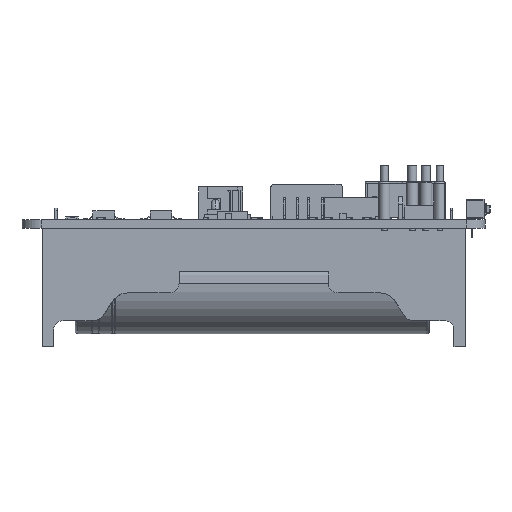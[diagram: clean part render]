
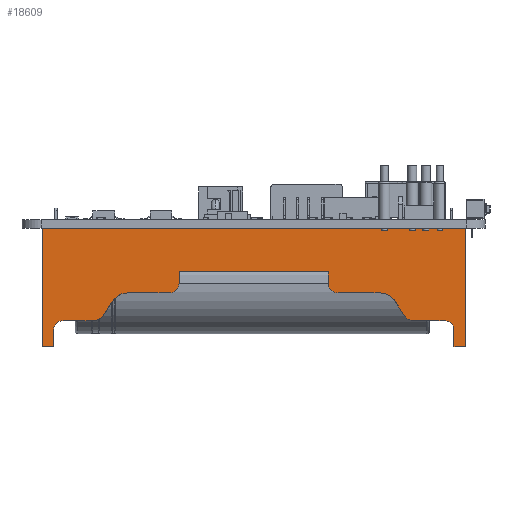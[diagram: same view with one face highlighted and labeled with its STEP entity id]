
A CAD part, front view. The second image highlights one B-rep face of the part: STEP entity #18609.
In plain terms, the highlighted face is planar.
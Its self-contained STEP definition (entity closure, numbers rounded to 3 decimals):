
#12670=DIRECTION('',(-1.,0.,0.));
#12671=VECTOR('',#12670,2.1);
#12672=CARTESIAN_POINT('',(-3.602,48.027,21.65));
#12673=LINE('',#12672,#12671);
#12750=DIRECTION('',(-1.,0.,0.));
#12751=VECTOR('',#12750,77.65);
#12752=CARTESIAN_POINT('',(-3.602,48.027,
0.));
#12753=LINE('',#12752,#12751);
#12754=DIRECTION('',(0.,0.,1.));
#12755=VECTOR('',#12754,3.245);
#12756=CARTESIAN_POINT('',(-5.702,48.027,
18.405));
#12757=LINE('',#12756,#12755);
#12758=CARTESIAN_POINT('',(-7.502,48.027,18.61));
#12759=DIRECTION('',(0.,-1.,0.));
#12760=DIRECTION('',(0.,0.,-1.));
#12761=AXIS2_PLACEMENT_3D('',#12758,#12759,#12760);
#12763=DIRECTION('',(1.,0.,0.));
#12764=VECTOR('',#12763,5.68);
#12765=CARTESIAN_POINT('',(-13.182,48.027,16.81));
#12766=LINE('',#12765,#12764);
#12767=CARTESIAN_POINT('',(-19.242,48.027,11.76));
#12768=CARTESIAN_POINT('',(-15.614,48.027,
11.79));
#12769=CARTESIAN_POINT('',(-15.811,48.027,
16.786));
#12770=CARTESIAN_POINT('',(-13.182,48.027,16.81));
#12772=DIRECTION('',(1.,0.,0.));
#12773=VECTOR('',#12772,7.69);
#12774=CARTESIAN_POINT('',(-26.932,48.027,11.76));
#12775=LINE('',#12774,#12773);
#12776=CARTESIAN_POINT('',(-26.932,48.027,9.96));
#12777=DIRECTION('',(0.,1.,0.));
#12778=DIRECTION('',(-1.,0.,0.));
#12779=AXIS2_PLACEMENT_3D('',#12776,#12777,#12778);
#12781=DIRECTION('',(0.,0.,1.));
#12782=VECTOR('',#12781,2.06);
#12783=CARTESIAN_POINT('',(-28.732,48.027,7.9));
#12784=LINE('',#12783,#12782);
#12785=DIRECTION('',(1.,0.,0.));
#12786=VECTOR('',#12785,27.39);
#12787=CARTESIAN_POINT('',(-56.122,48.027,7.9));
#12788=LINE('',#12787,#12786);
#12789=DIRECTION('',(0.,0.,-1.));
#12790=VECTOR('',#12789,2.06);
#12791=CARTESIAN_POINT('',(-56.122,48.027,9.96));
#12792=LINE('',#12791,#12790);
#12793=CARTESIAN_POINT('',(-57.922,48.027,9.96));
#12794=DIRECTION('',(0.,1.,0.));
#12795=DIRECTION('',(0.,0.,1.));
#12796=AXIS2_PLACEMENT_3D('',#12793,#12794,#12795);
#12798=DIRECTION('',(1.,0.,0.));
#12799=VECTOR('',#12798,7.69);
#12800=CARTESIAN_POINT('',(-65.612,48.027,11.76));
#12801=LINE('',#12800,#12799);
#12802=CARTESIAN_POINT('',(-71.672,48.027,16.81));
#12803=CARTESIAN_POINT('',(-69.042,48.027,
16.786));
#12804=CARTESIAN_POINT('',(-69.24,48.027,
11.79));
#12805=CARTESIAN_POINT('',(-65.612,48.027,11.76));
#12807=DIRECTION('',(1.,0.,0.));
#12808=VECTOR('',#12807,5.68);
#12809=CARTESIAN_POINT('',(-77.352,48.027,16.81));
#12810=LINE('',#12809,#12808);
#12811=CARTESIAN_POINT('',(-77.352,48.027,18.61));
#12812=DIRECTION('',(0.,-1.,0.));
#12813=DIRECTION('',(-0.994,0.,-0.114));
#12814=AXIS2_PLACEMENT_3D('',#12811,#12812,#12813);
#12816=DIRECTION('',(0.,0.,1.));
#12817=VECTOR('',#12816,21.65);
#12818=CARTESIAN_POINT('',(-81.252,48.027,
0.));
#12819=LINE('',#12818,#12817);
#12824=DIRECTION('',(0.,0.,1.));
#12825=VECTOR('',#12824,21.65);
#12826=CARTESIAN_POINT('',(-3.602,48.027,
0.));
#12827=LINE('',#12826,#12825);
#13291=DIRECTION('',(0.,0.,1.));
#13292=VECTOR('',#13291,3.245);
#13293=CARTESIAN_POINT('',(-79.152,48.027,
18.405));
#13294=LINE('',#13293,#13292);
#15118=DIRECTION('',(-1.,0.,0.));
#15119=VECTOR('',#15118,0.012);
#15120=CARTESIAN_POINT('',(-79.14,48.027,
18.405));
#15121=LINE('',#15120,#15119);
#15225=DIRECTION('',(-1.,0.,0.));
#15226=VECTOR('',#15225,0.012);
#15227=CARTESIAN_POINT('',(-5.702,48.027,
18.405));
#15228=LINE('',#15227,#15226);
#15906=DIRECTION('',(-1.,0.,0.));
#15907=VECTOR('',#15906,2.1);
#15908=CARTESIAN_POINT('',(-79.152,48.027,21.65));
#15909=LINE('',#15908,#15907);
#16381=CARTESIAN_POINT('',(-56.122,48.027,7.9));
#16383=VERTEX_POINT('',#16381);
#16386=CARTESIAN_POINT('',(-28.732,48.027,7.9));
#16387=VERTEX_POINT('',#16386);
#16393=CARTESIAN_POINT('',(-79.14,48.027,
18.405));
#16395=VERTEX_POINT('',#16393);
#16396=CARTESIAN_POINT('',(-77.352,48.027,16.81));
#16397=VERTEX_POINT('',#16396);
#16402=CARTESIAN_POINT('',(-71.672,48.027,16.81));
#16403=VERTEX_POINT('',#16402);
#16405=CARTESIAN_POINT('',(-65.612,48.027,11.76));
#16406=VERTEX_POINT('',#16405);
#16409=CARTESIAN_POINT('',(-57.922,48.027,11.76));
#16410=VERTEX_POINT('',#16409);
#16411=CARTESIAN_POINT('',(-56.122,48.027,9.96));
#16412=VERTEX_POINT('',#16411);
#16413=CARTESIAN_POINT('',(-28.732,48.027,9.96));
#16414=VERTEX_POINT('',#16413);
#16417=CARTESIAN_POINT('',(-26.932,48.027,11.76));
#16418=VERTEX_POINT('',#16417);
#16421=CARTESIAN_POINT('',(-19.242,48.027,11.76));
#16422=VERTEX_POINT('',#16421);
#16424=CARTESIAN_POINT('',(-13.182,48.027,16.81));
#16425=VERTEX_POINT('',#16424);
#16428=CARTESIAN_POINT('',(-7.502,48.027,16.81));
#16429=VERTEX_POINT('',#16428);
#16430=CARTESIAN_POINT('',(-5.713,48.027,
18.405));
#16431=VERTEX_POINT('',#16430);
#16498=CARTESIAN_POINT('',(-81.252,48.027,
0.));
#16499=VERTEX_POINT('',#16498);
#16500=CARTESIAN_POINT('',(-3.602,48.027,
0.));
#16501=VERTEX_POINT('',#16500);
#16538=CARTESIAN_POINT('',(-81.252,48.027,21.65));
#16539=VERTEX_POINT('',#16538);
#16540=CARTESIAN_POINT('',(-79.152,48.027,21.65));
#16541=VERTEX_POINT('',#16540);
#16542=CARTESIAN_POINT('',(-79.152,48.027,
18.405));
#16543=VERTEX_POINT('',#16542);
#16544=CARTESIAN_POINT('',(-5.702,48.027,
18.405));
#16545=VERTEX_POINT('',#16544);
#16546=CARTESIAN_POINT('',(-5.702,48.027,21.65));
#16547=VERTEX_POINT('',#16546);
#16548=CARTESIAN_POINT('',(-3.602,48.027,21.65));
#16549=VERTEX_POINT('',#16548);
#18560=CARTESIAN_POINT('',(-77.352,48.027,18.61));
#18561=DIRECTION('',(0.,-1.,0.));
#18562=DIRECTION('',(1.,0.,0.));
#18563=AXIS2_PLACEMENT_3D('',#18560,#18561,#18562);
#18564=PLANE('',#18563);
#18565=ORIENTED_EDGE('',*,*,#17781,.F.);
#18567=ORIENTED_EDGE('',*,*,#18566,.T.);
#18568=ORIENTED_EDGE('',*,*,#18515,.T.);
#18570=ORIENTED_EDGE('',*,*,#18569,.F.);
#18572=ORIENTED_EDGE('',*,*,#18571,.T.);
#18574=ORIENTED_EDGE('',*,*,#18573,.F.);
#18576=ORIENTED_EDGE('',*,*,#18575,.F.);
#18578=ORIENTED_EDGE('',*,*,#18577,.F.);
#18580=ORIENTED_EDGE('',*,*,#18579,.F.);
#18582=ORIENTED_EDGE('',*,*,#18581,.F.);
#18584=ORIENTED_EDGE('',*,*,#18583,.F.);
#18586=ORIENTED_EDGE('',*,*,#18585,.F.);
#18588=ORIENTED_EDGE('',*,*,#18587,.F.);
#18590=ORIENTED_EDGE('',*,*,#18589,.F.);
#18592=ORIENTED_EDGE('',*,*,#18591,.F.);
#18594=ORIENTED_EDGE('',*,*,#18593,.F.);
#18596=ORIENTED_EDGE('',*,*,#18595,.F.);
#18598=ORIENTED_EDGE('',*,*,#18597,.F.);
#18600=ORIENTED_EDGE('',*,*,#18599,.T.);
#18602=ORIENTED_EDGE('',*,*,#18601,.T.);
#18604=ORIENTED_EDGE('',*,*,#18603,.T.);
#18606=ORIENTED_EDGE('',*,*,#18605,.F.);
#18607=EDGE_LOOP('',(#18565,#18567,#18568,#18570,#18572,#18574,#18576,#18578,
#18580,#18582,#18584,#18586,#18588,#18590,#18592,#18594,#18596,#18598,#18600,
#18602,#18604,#18606));
#18608=FACE_OUTER_BOUND('',#18607,.F.);
#18609=ADVANCED_FACE('',(#18608),#18564,.F.);
#12762=CIRCLE('',#12761,1.8);
#12771=B_SPLINE_CURVE_WITH_KNOTS('',3,(#12767,#12768,#12769,#12770),
.UNSPECIFIED.,.F.,.F.,(4,4),(0.,1.),.UNSPECIFIED.);
#12780=CIRCLE('',#12779,1.8);
#12797=CIRCLE('',#12796,1.8);
#12806=B_SPLINE_CURVE_WITH_KNOTS('',3,(#12802,#12803,#12804,#12805),
.UNSPECIFIED.,.F.,.F.,(4,4),(0.,1.),.UNSPECIFIED.);
#12815=CIRCLE('',#12814,1.8);
#17781=EDGE_CURVE('',#16501,#16499,#12753,.T.);
#18515=EDGE_CURVE('',#16549,#16547,#12673,.T.);
#18566=EDGE_CURVE('',#16501,#16549,#12827,.T.);
#18569=EDGE_CURVE('',#16545,#16547,#12757,.T.);
#18571=EDGE_CURVE('',#16545,#16431,#15228,.T.);
#18573=EDGE_CURVE('',#16429,#16431,#12762,.T.);
#18575=EDGE_CURVE('',#16425,#16429,#12766,.T.);
#18577=EDGE_CURVE('',#16422,#16425,#12771,.T.);
#18579=EDGE_CURVE('',#16418,#16422,#12775,.T.);
#18581=EDGE_CURVE('',#16414,#16418,#12780,.T.);
#18583=EDGE_CURVE('',#16387,#16414,#12784,.T.);
#18585=EDGE_CURVE('',#16383,#16387,#12788,.T.);
#18587=EDGE_CURVE('',#16412,#16383,#12792,.T.);
#18589=EDGE_CURVE('',#16410,#16412,#12797,.T.);
#18591=EDGE_CURVE('',#16406,#16410,#12801,.T.);
#18593=EDGE_CURVE('',#16403,#16406,#12806,.T.);
#18595=EDGE_CURVE('',#16397,#16403,#12810,.T.);
#18597=EDGE_CURVE('',#16395,#16397,#12815,.T.);
#18599=EDGE_CURVE('',#16395,#16543,#15121,.T.);
#18601=EDGE_CURVE('',#16543,#16541,#13294,.T.);
#18603=EDGE_CURVE('',#16541,#16539,#15909,.T.);
#18605=EDGE_CURVE('',#16499,#16539,#12819,.T.);
